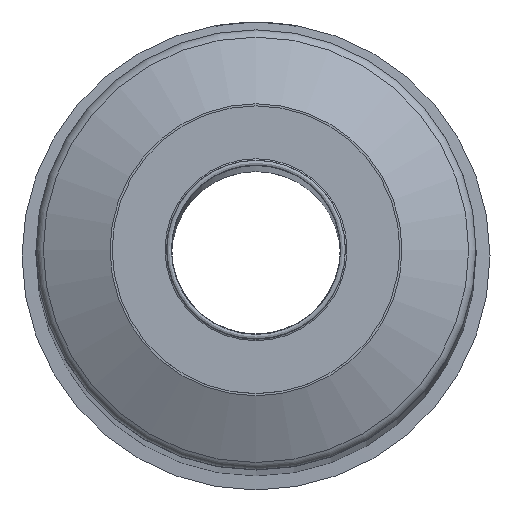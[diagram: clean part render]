
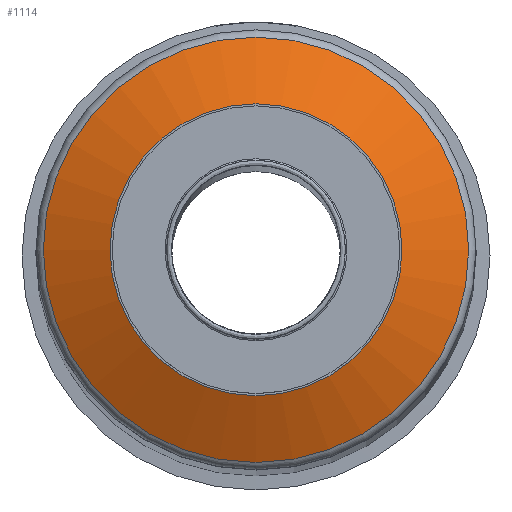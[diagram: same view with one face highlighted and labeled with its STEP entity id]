
A CAD part, top view. The second image highlights one B-rep face of the part: STEP entity #1114.
In plain terms, the highlighted conical face has half-angle 65 degrees and reference radius 17 mm.
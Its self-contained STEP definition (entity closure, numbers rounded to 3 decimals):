
#39=CONICAL_SURFACE('',#1204,17.,1.134);
#275=ORIENTED_EDGE('',*,*,#364,.F.);
#276=ORIENTED_EDGE('',*,*,#294,.T.);
#294=EDGE_CURVE('',#374,#374,#440,.F.);
#364=EDGE_CURVE('',#430,#430,#467,.T.);
#374=VERTEX_POINT('',#1448);
#430=VERTEX_POINT('',#1677);
#440=CIRCLE('',#1132,17.25);
#467=CIRCLE('',#1203,25.134);
#554=EDGE_LOOP('',(#275));
#555=EDGE_LOOP('',(#276));
#650=FACE_BOUND('',#554,.T.);
#651=FACE_BOUND('',#555,.T.);
#1114=ADVANCED_FACE('',(#650,#651),#39,.T.);
#1132=AXIS2_PLACEMENT_3D('',#1447,#1230,#1231);
#1203=AXIS2_PLACEMENT_3D('',#1676,#1408,#1409);
#1204=AXIS2_PLACEMENT_3D('',#1678,#1410,#1411);
#1230=DIRECTION('',(0.,0.,1.));
#1231=DIRECTION('',(0.,-1.,0.));
#1408=DIRECTION('',(0.,0.,-1.));
#1409=DIRECTION('',(-1.,0.,0.));
#1410=DIRECTION('',(0.,0.,-1.));
#1411=DIRECTION('',(-1.,0.,0.));
#1447=CARTESIAN_POINT('',(0.,0.,437.4));
#1448=CARTESIAN_POINT('',(0.,-17.25,437.4));
#1676=CARTESIAN_POINT('',(0.,0.,433.724));
#1677=CARTESIAN_POINT('',(-25.134,0.,433.724));
#1678=CARTESIAN_POINT('',(0.,0.,437.517));
